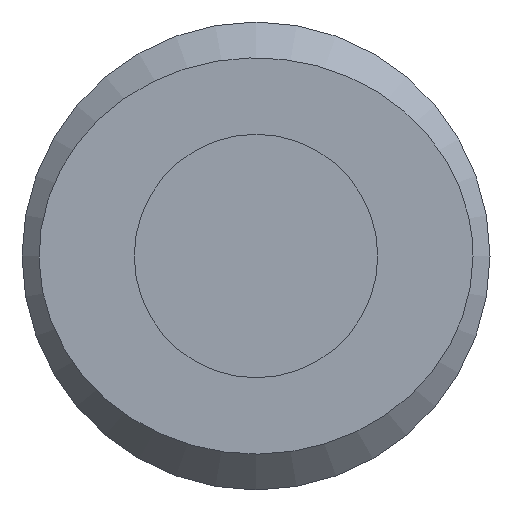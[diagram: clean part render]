
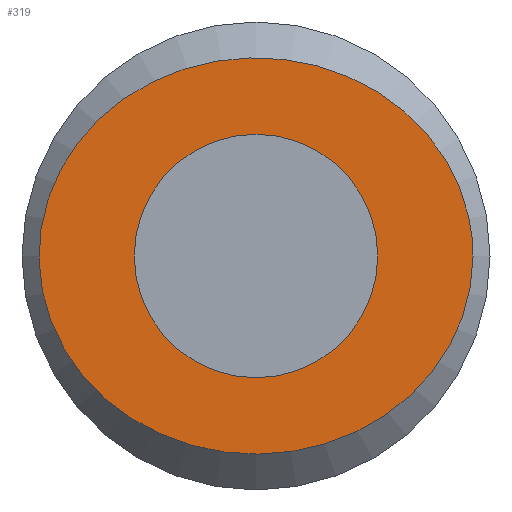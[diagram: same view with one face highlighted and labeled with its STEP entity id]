
A CAD part, left-side view. The second image highlights one B-rep face of the part: STEP entity #319.
In plain terms, the highlighted planar face has unit normal (-1, 0, 0).
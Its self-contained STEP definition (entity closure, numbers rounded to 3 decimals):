
#20=ELLIPSE('',#380,11.5,10.5);
#36=PLANE('',#382);
#78=ORIENTED_EDGE('',*,*,#120,.T.);
#79=ORIENTED_EDGE('',*,*,#118,.F.);
#118=EDGE_CURVE('',#146,#146,#20,.T.);
#120=EDGE_CURVE('',#148,#148,#174,.T.);
#146=VERTEX_POINT('',#607);
#148=VERTEX_POINT('',#612);
#174=CIRCLE('',#383,6.45);
#214=EDGE_LOOP('',(#78));
#215=EDGE_LOOP('',(#79));
#270=FACE_BOUND('',#214,.T.);
#271=FACE_BOUND('',#215,.T.);
#319=ADVANCED_FACE('',(#270,#271),#36,.F.);
#380=AXIS2_PLACEMENT_3D('',#606,#474,#475);
#382=AXIS2_PLACEMENT_3D('',#610,#478,#479);
#383=AXIS2_PLACEMENT_3D('',#611,#480,#481);
#474=DIRECTION('',(1.,0.,0.));
#475=DIRECTION('',(0.,-1.,0.));
#478=DIRECTION('',(1.,0.,0.));
#479=DIRECTION('',(0.,1.,0.));
#480=DIRECTION('',(1.,0.,0.));
#481=DIRECTION('',(0.,-1.,0.));
#606=CARTESIAN_POINT('',(-39.5,0.,0.));
#607=CARTESIAN_POINT('',(-39.5,-11.5,0.));
#610=CARTESIAN_POINT('',(-39.5,0.,0.));
#611=CARTESIAN_POINT('',(-39.5,0.,0.));
#612=CARTESIAN_POINT('',(-39.5,-6.45,0.));
